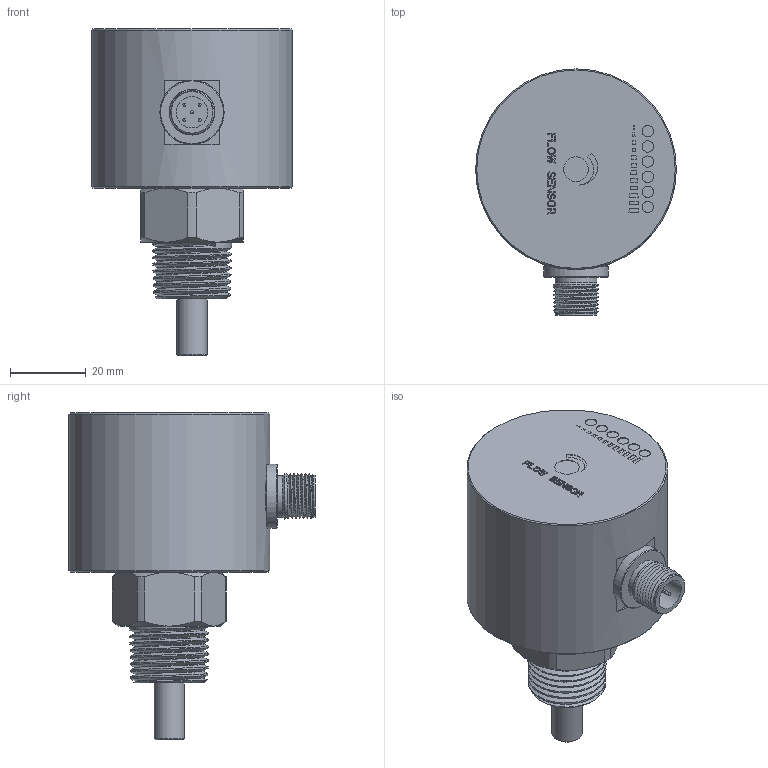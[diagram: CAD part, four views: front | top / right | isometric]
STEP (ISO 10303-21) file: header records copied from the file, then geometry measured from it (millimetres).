
FILE_DESCRIPTION(/* description */ (''),/* implementation_level */ '2;1');
FILE_NAME(/* name */ 'FS130-R12-L30 FS130含螺纹30长R12外螺纹连接.stp',/* time_stamp */ '2023-03-02T16:51:55+08:00',/* author */ (''),/* organization */ (''),/* preprocessor_version */ 'ST-DEVELOPER v16',/* originating_system */ 'SIEMENS PLM Software NX 10.0',/* authorisation */ '');
FILE_SCHEMA (('CONFIG_CONTROL_DESIGN'));
Length unit declared in the file: millimetre
Products named in the file (1):  _stp
Bounding box: 53 x 65 x 86.5 mm (x, y, z)
Volume: 97858.7 mm3; surface area: 20630.8 mm2
Topology: 2 solids, 3 shells, 495 faces, 1308 edges, 869 vertices
Faces by surface type: plane 402, cylinder 46, cone 30, bspline 11, sphere 5, torus 1
Full cylindrical faces by diameter (mm): 0.7 x5, 0.8 x10, 2.999 x6, 6.501 x1, 6.8 x1, 8 x1, 8.3 x1, 11 x2, 12 x3, 15 x1, 17 x1, 18 x2, 53 x1
Entity records: 17023 total; most frequent: CARTESIAN_POINT 5189, ORIENTED_EDGE 2428, DIRECTION 2245, EDGE_CURVE 1214, LINE 1009, VECTOR 1009, VERTEX_POINT 828, AXIS2_PLACEMENT_3D 618
